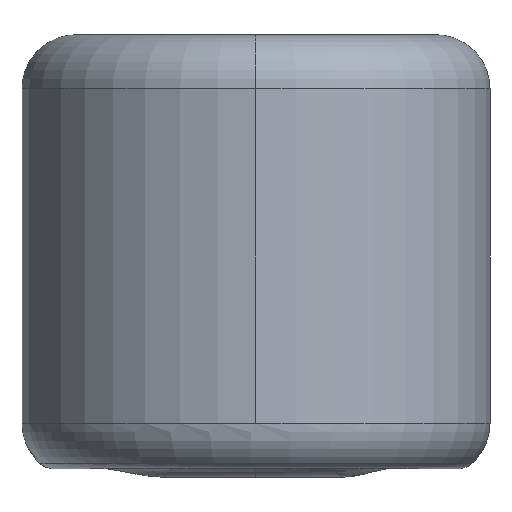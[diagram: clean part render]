
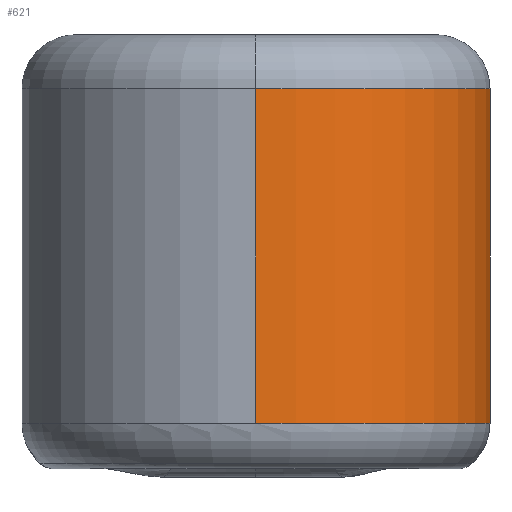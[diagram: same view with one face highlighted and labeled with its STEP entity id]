
A CAD part, left-side view. The second image highlights one B-rep face of the part: STEP entity #621.
In plain terms, the highlighted cylindrical face has radius 43.425 mm (diameter 86.85 mm), a partial arc.
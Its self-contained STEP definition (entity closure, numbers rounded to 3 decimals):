
#47 = VERTEX_POINT ( 'NONE', #426 ) ;
#121 = CARTESIAN_POINT ( 'NONE',  ( -79.616, -3.449, 163.824 ) ) ;
#181 = EDGE_CURVE ( 'NONE', #47, #769, #753, .T. ) ;
#353 = DIRECTION ( 'NONE',  ( 0., 0., -1. ) ) ;
#392 = DIRECTION ( 'NONE',  ( -1., 0., 0. ) ) ;
#426 = CARTESIAN_POINT ( 'NONE',  ( -155.85, 25., 31. ) ) ;
#512 = VERTEX_POINT ( 'NONE', #1309 ) ;
#621 = ADVANCED_FACE ( 'NONE', ( #2388 ), #794, .T. ) ;
#629 = ORIENTED_EDGE ( 'NONE', *, *, #970, .T. ) ;
#632 = ORIENTED_EDGE ( 'NONE', *, *, #2288, .T. ) ;
#672 = CARTESIAN_POINT ( 'NONE',  ( -112.425, 25., -31. ) ) ;
#747 = CIRCLE ( 'NONE', #1959, 43.425 ) ;
#753 = LINE ( 'NONE', #1753, #1758 ) ;
#769 = VERTEX_POINT ( 'NONE', #1460 ) ;
#794 = CYLINDRICAL_SURFACE ( 'NONE', #1605, 43.425 ) ;
#853 = CARTESIAN_POINT ( 'NONE',  ( -112.425, 25., 31. ) ) ;
#867 = DIRECTION ( 'NONE',  ( 1., 0., 0. ) ) ;
#883 = VERTEX_POINT ( 'NONE', #900 ) ;
#900 = CARTESIAN_POINT ( 'NONE',  ( -79.616, -3.449, -31. ) ) ;
#970 = EDGE_CURVE ( 'NONE', #512, #47, #747, .T. ) ;
#983 = CARTESIAN_POINT ( 'NONE',  ( -112.425, 25., 163.824 ) ) ;
#1054 = DIRECTION ( 'NONE',  ( -1., 0., 0. ) ) ;
#1082 = CIRCLE ( 'NONE', #1835, 43.425 ) ;
#1199 = ORIENTED_EDGE ( 'NONE', *, *, #1763, .T. ) ;
#1309 = CARTESIAN_POINT ( 'NONE',  ( -79.616, -3.449, 31. ) ) ;
#1460 = CARTESIAN_POINT ( 'NONE',  ( -155.85, 25., -31. ) ) ;
#1605 = AXIS2_PLACEMENT_3D ( 'NONE', #983, #2191, #392 ) ;
#1753 = CARTESIAN_POINT ( 'NONE',  ( -155.85, 25., 163.824 ) ) ;
#1758 = VECTOR ( 'NONE', #353, 1000. ) ;
#1763 = EDGE_CURVE ( 'NONE', #883, #512, #2078, .T. ) ;
#1835 = AXIS2_PLACEMENT_3D ( 'NONE', #672, #2065, #867 ) ;
#1869 = ORIENTED_EDGE ( 'NONE', *, *, #181, .T. ) ;
#1935 = EDGE_LOOP ( 'NONE', ( #629, #1869, #632, #1199 ) ) ;
#1959 = AXIS2_PLACEMENT_3D ( 'NONE', #853, #2257, #1054 ) ;
#2065 = DIRECTION ( 'NONE',  ( 0., 0., 1. ) ) ;
#2078 = LINE ( 'NONE', #121, #2561 ) ;
#2111 = DIRECTION ( 'NONE',  ( 0., 0., 1. ) ) ;
#2191 = DIRECTION ( 'NONE',  ( 0., 0., -1. ) ) ;
#2257 = DIRECTION ( 'NONE',  ( 0., 0., -1. ) ) ;
#2288 = EDGE_CURVE ( 'NONE', #769, #883, #1082, .T. ) ;
#2388 = FACE_OUTER_BOUND ( 'NONE', #1935, .T. ) ;
#2561 = VECTOR ( 'NONE', #2111, 1000. ) ;
